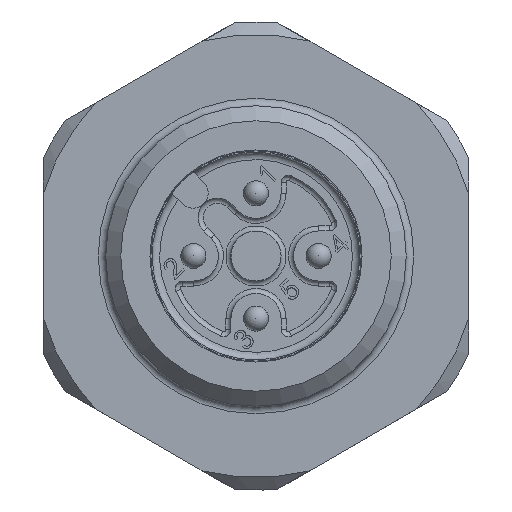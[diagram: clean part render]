
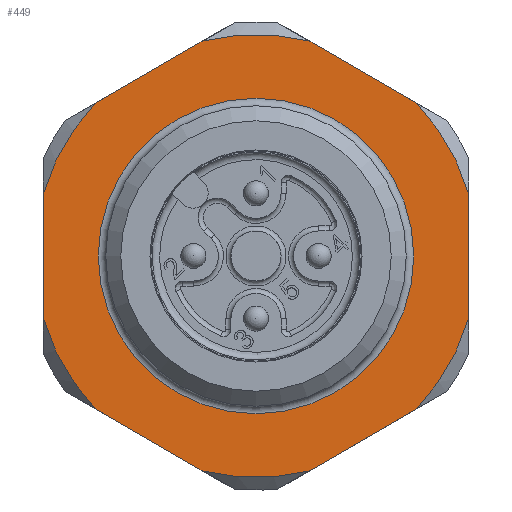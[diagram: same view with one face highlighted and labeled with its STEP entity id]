
A CAD part, front view. The second image highlights one B-rep face of the part: STEP entity #449.
In plain terms, the highlighted planar face has unit normal (0, -1, 0).
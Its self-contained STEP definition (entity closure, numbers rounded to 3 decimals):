
#449=ADVANCED_FACE('',(#1194,#1195),#644,.T.);
#644=PLANE('',#3450);
#740=LINE('',#4762,#959);
#741=LINE('',#4763,#960);
#742=LINE('',#4764,#961);
#743=LINE('',#4765,#962);
#744=LINE('',#4766,#963);
#745=LINE('',#4767,#964);
#959=VECTOR('',#3821,1.);
#960=VECTOR('',#3822,1.);
#961=VECTOR('',#3823,1.);
#962=VECTOR('',#3824,1.);
#963=VECTOR('',#3825,1.);
#964=VECTOR('',#3826,1.);
#1194=FACE_BOUND('',#1319,.T.);
#1195=FACE_BOUND('',#1320,.T.);
#1319=EDGE_LOOP('',(#1635));
#1320=EDGE_LOOP('',(#1636,#1637,#1638,#1639,#1640,#1641,#1642,#1643,#1644,
#1645,#1646,#1647));
#1635=ORIENTED_EDGE('',*,*,#2854,.T.);
#1636=ORIENTED_EDGE('',*,*,#2837,.F.);
#1637=ORIENTED_EDGE('',*,*,#2855,.T.);
#1638=ORIENTED_EDGE('',*,*,#2839,.F.);
#1639=ORIENTED_EDGE('',*,*,#2856,.T.);
#1640=ORIENTED_EDGE('',*,*,#2852,.F.);
#1641=ORIENTED_EDGE('',*,*,#2857,.T.);
#1642=ORIENTED_EDGE('',*,*,#2849,.F.);
#1643=ORIENTED_EDGE('',*,*,#2858,.T.);
#1644=ORIENTED_EDGE('',*,*,#2846,.F.);
#1645=ORIENTED_EDGE('',*,*,#2859,.T.);
#1646=ORIENTED_EDGE('',*,*,#2843,.F.);
#1647=ORIENTED_EDGE('',*,*,#2860,.T.);
#2515=VERTEX_POINT('',#4692);
#2516=VERTEX_POINT('',#4694);
#2517=VERTEX_POINT('',#4701);
#2518=VERTEX_POINT('',#4702);
#2519=VERTEX_POINT('',#4716);
#2520=VERTEX_POINT('',#4718);
#2521=VERTEX_POINT('',#4728);
#2522=VERTEX_POINT('',#4730);
#2523=VERTEX_POINT('',#4740);
#2524=VERTEX_POINT('',#4742);
#2525=VERTEX_POINT('',#4752);
#2526=VERTEX_POINT('',#4754);
#2527=VERTEX_POINT('',#4761);
#2837=EDGE_CURVE('',#2515,#2516,#3276,.T.);
#2839=EDGE_CURVE('',#2517,#2518,#3277,.T.);
#2843=EDGE_CURVE('',#2519,#2520,#3278,.T.);
#2846=EDGE_CURVE('',#2521,#2522,#3279,.T.);
#2849=EDGE_CURVE('',#2523,#2524,#3280,.T.);
#2852=EDGE_CURVE('',#2525,#2526,#3281,.T.);
#2854=EDGE_CURVE('',#2527,#2527,#3282,.T.);
#2855=EDGE_CURVE('',#2515,#2518,#740,.T.);
#2856=EDGE_CURVE('',#2517,#2526,#741,.T.);
#2857=EDGE_CURVE('',#2525,#2524,#742,.T.);
#2858=EDGE_CURVE('',#2523,#2522,#743,.T.);
#2859=EDGE_CURVE('',#2521,#2520,#744,.T.);
#2860=EDGE_CURVE('',#2519,#2516,#745,.T.);
#3276=CIRCLE('',#3437,8.85);
#3277=CIRCLE('',#3439,8.85);
#3278=CIRCLE('',#3441,8.85);
#3279=CIRCLE('',#3443,8.85);
#3280=CIRCLE('',#3445,8.85);
#3281=CIRCLE('',#3447,8.85);
#3282=CIRCLE('',#3449,6.3);
#3437=AXIS2_PLACEMENT_3D('',#4693,#3795,#3796);
#3439=AXIS2_PLACEMENT_3D('',#4700,#3799,#3800);
#3441=AXIS2_PLACEMENT_3D('',#4717,#3803,#3804);
#3443=AXIS2_PLACEMENT_3D('',#4729,#3807,#3808);
#3445=AXIS2_PLACEMENT_3D('',#4741,#3811,#3812);
#3447=AXIS2_PLACEMENT_3D('',#4753,#3815,#3816);
#3449=AXIS2_PLACEMENT_3D('',#4760,#3819,#3820);
#3450=AXIS2_PLACEMENT_3D('',#4768,#3827,#3828);
#3795=DIRECTION('',(0.,1.,0.));
#3796=DIRECTION('',(1.,0.,0.));
#3799=DIRECTION('',(0.,1.,0.));
#3800=DIRECTION('',(1.,0.,0.));
#3803=DIRECTION('',(0.,1.,0.));
#3804=DIRECTION('',(1.,0.,0.));
#3807=DIRECTION('',(0.,1.,0.));
#3808=DIRECTION('',(1.,0.,0.));
#3811=DIRECTION('',(0.,1.,0.));
#3812=DIRECTION('',(1.,0.,0.));
#3815=DIRECTION('',(0.,1.,0.));
#3816=DIRECTION('',(1.,0.,0.));
#3819=DIRECTION('',(0.,1.,0.));
#3820=DIRECTION('',(-1.,0.,0.));
#3821=DIRECTION('',(-0.866,0.,-0.5));
#3822=DIRECTION('',(0.,0.,-1.));
#3823=DIRECTION('',(0.866,0.,-0.5));
#3824=DIRECTION('',(0.866,0.,0.5));
#3825=DIRECTION('',(0.,0.,1.));
#3826=DIRECTION('',(-0.866,0.,0.5));
#3827=DIRECTION('',(0.,-1.,0.));
#3828=DIRECTION('',(1.,0.,0.));
#4692=CARTESIAN_POINT('',(15.309,-7.425,8.593));
#4693=CARTESIAN_POINT('',(17.425,-7.425,0.));
#4694=CARTESIAN_POINT('',(19.541,-7.425,8.593));
#4700=CARTESIAN_POINT('',(17.425,-7.425,0.));
#4701=CARTESIAN_POINT('',(8.925,-7.425,2.464));
#4702=CARTESIAN_POINT('',(11.041,-7.425,6.129));
#4716=CARTESIAN_POINT('',(23.809,-7.425,6.129));
#4717=CARTESIAN_POINT('',(17.425,-7.425,0.));
#4718=CARTESIAN_POINT('',(25.925,-7.425,2.464));
#4728=CARTESIAN_POINT('',(25.925,-7.425,-2.464));
#4729=CARTESIAN_POINT('',(17.425,-7.425,0.));
#4730=CARTESIAN_POINT('',(23.809,-7.425,-6.129));
#4740=CARTESIAN_POINT('',(19.541,-7.425,-8.593));
#4741=CARTESIAN_POINT('',(17.425,-7.425,0.));
#4742=CARTESIAN_POINT('',(15.309,-7.425,-8.593));
#4752=CARTESIAN_POINT('',(11.041,-7.425,-6.129));
#4753=CARTESIAN_POINT('',(17.425,-7.425,0.));
#4754=CARTESIAN_POINT('',(8.925,-7.425,-2.464));
#4760=CARTESIAN_POINT('',(17.425,-7.425,0.));
#4761=CARTESIAN_POINT('',(11.125,-7.425,0.));
#4762=CARTESIAN_POINT('',(9.343,-7.425,5.149));
#4763=CARTESIAN_POINT('',(8.925,-7.425,-8.85));
#4764=CARTESIAN_POINT('',(17.007,-7.425,-9.574));
#4765=CARTESIAN_POINT('',(17.843,-7.425,-9.574));
#4766=CARTESIAN_POINT('',(25.925,-7.425,-8.85));
#4767=CARTESIAN_POINT('',(25.507,-7.425,5.149));
#4768=CARTESIAN_POINT('',(17.425,-7.425,-8.85));
